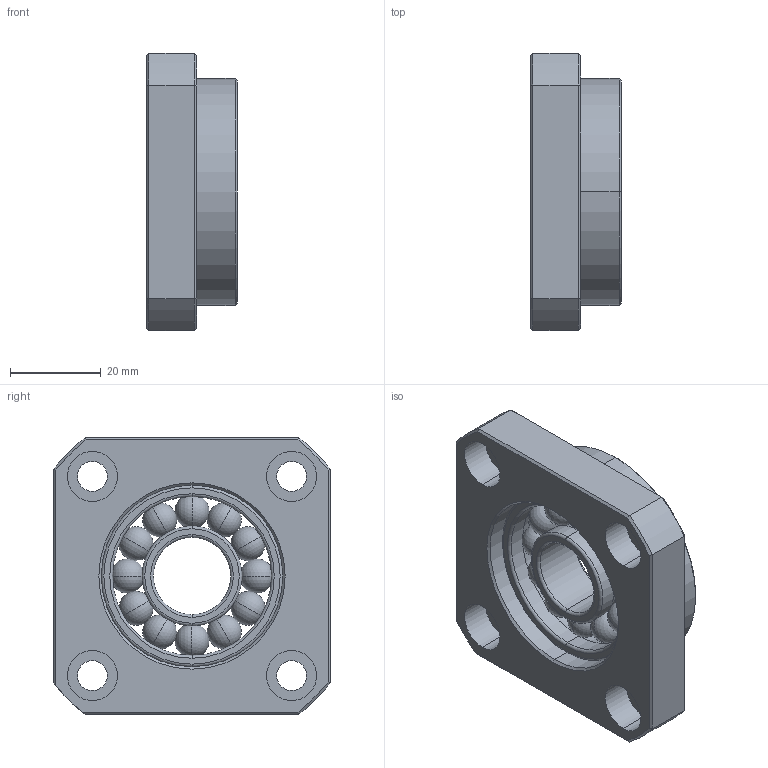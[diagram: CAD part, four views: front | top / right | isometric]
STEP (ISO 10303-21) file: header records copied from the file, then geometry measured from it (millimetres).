
FILE_DESCRIPTION (( 'STEP AP203' ), '1' );
FILE_NAME ('FF17²Õ¦X¥ó.STEP', '2010-10-04T07:45:36', ( '' ), ( '' ), 'SwSTEP 2.0', 'SolidWorks 2008', '' );
FILE_SCHEMA (( 'CONFIG_CONTROL_DESIGN' ));
Length unit declared in the file: millimetre
Products named in the file (1): FF17組合件
Bounding box: 20 x 61 x 61 mm (x, y, z)
Volume: 37030.8 mm3; surface area: 19089 mm2
Topology: 15 solids, 15 shells, 118 faces, 287 edges, 180 vertices
Faces by surface type: cylinder 36, sphere 24, plane 23, torus 22, cone 13
Entity records: 3135 total; most frequent: DIRECTION 598, CARTESIAN_POINT 538, ORIENTED_EDGE 454, AXIS2_PLACEMENT_3D 268, EDGE_CURVE 227, CIRCLE 149, VERTEX_POINT 144, EDGE_LOOP 137
